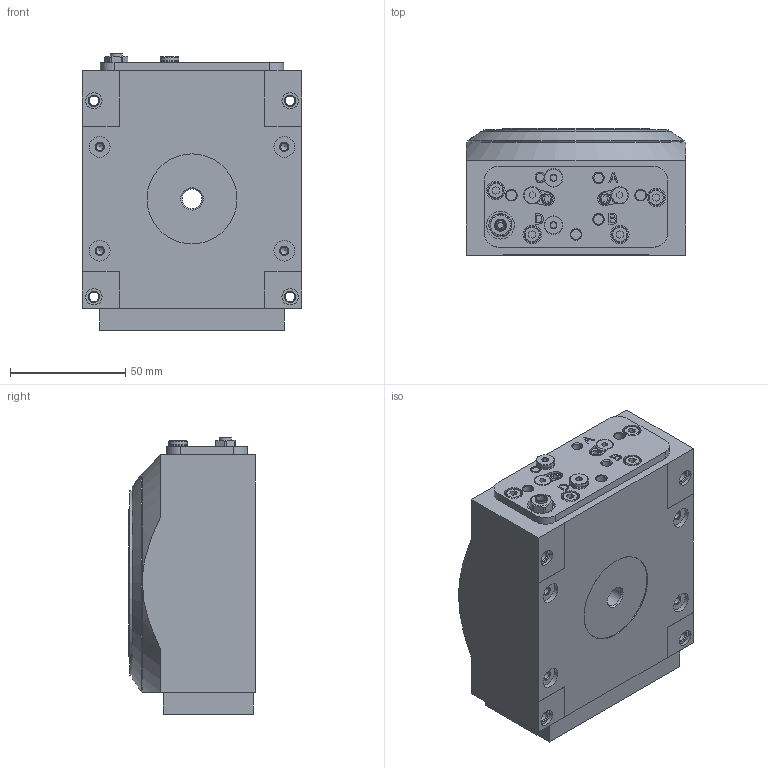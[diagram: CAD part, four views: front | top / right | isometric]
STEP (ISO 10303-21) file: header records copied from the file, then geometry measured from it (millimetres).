
FILE_DESCRIPTION(/* description */ ('STEP AP214'),/* implementation_level */ '2;1');
FILE_NAME(/* name */ '548079_DHTG-65-8-A',/* time_stamp */ '2024-08-19T21:46:55+02:00',/* author */ ('License CC BY-ND 4.0'),/* organization */ ('CADENAS'),/* preprocessor_version */ 'ST-DEVELOPER v19.3',/* originating_system */ 'PARTsolutions',/* authorisation */ ' ');
FILE_SCHEMA (('AUTOMOTIVE_DESIGN {1 0 10303 214 3 1 1}'));
Length unit declared in the file: millimetre
Products named in the file (4): 548079 DHTG-65-8-A---(0); DHTG-65---(G); DHTG-65---(T); 174308 B-M5-B
Assembly tree (4 placements, depth 2):
  548079 DHTG-65-8-A---(0)
    DHTG-65---(G)
    DHTG-65---(T)
    174308 B-M5-B  x2
Bounding box: 95 x 55 x 120.05 mm (x, y, z)
Volume: 519126.7 mm3; surface area: 68657.5 mm2
Topology: 4 solids, 4 shells, 533 faces, 1271 edges, 830 vertices
Faces by surface type: plane 380, cylinder 89, cone 58, torus 6
Full cylindrical faces by diameter (mm): 2.8 x2, 3.242 x12, 4 x3, 4.134 x8, 4.2 x1, 4.3 x4, 4.459 x3, 5 x2, 5.2 x1, 7 x10, 7.2 x2, 8 x12, 8.566 x1, 9 x4, 10 x5, 12 x1, 14 x2, 39 x1, 72.5 x1, 78.3 x1, 80 x1
Entity records: 14092 total; most frequent: CARTESIAN_POINT 2475, DIRECTION 2330, ORIENTED_EDGE 2150, EDGE_CURVE 1075, LINE 812, VECTOR 812, VERTEX_POINT 790, AXIS2_PLACEMENT_3D 759
